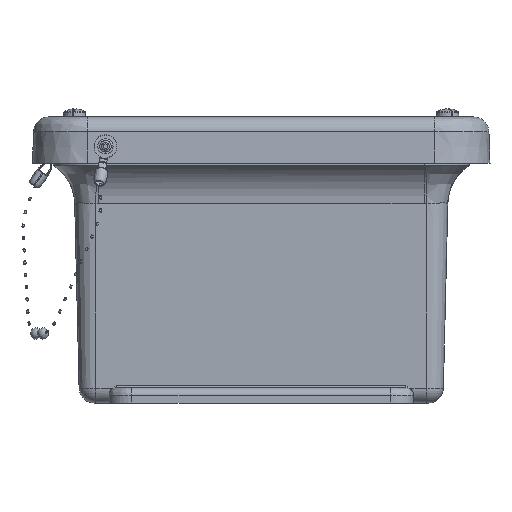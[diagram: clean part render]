
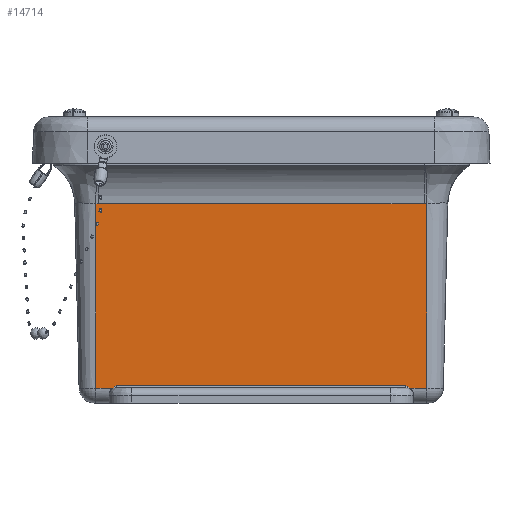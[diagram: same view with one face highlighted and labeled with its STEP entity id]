
A CAD part, front view. The second image highlights one B-rep face of the part: STEP entity #14714.
In plain terms, the highlighted planar face has unit normal (0, -1, -0.024).
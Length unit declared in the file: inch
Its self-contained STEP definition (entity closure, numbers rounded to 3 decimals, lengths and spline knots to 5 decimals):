
#688 = DIRECTION ( 'NONE',  ( -1., 0., 0. ) ) ;
#786 = EDGE_CURVE ( 'NONE', #31318, #4402, #26847, .T. ) ;
#1076 = VERTEX_POINT ( 'NONE', #29721 ) ;
#1332 = CARTESIAN_POINT ( 'NONE',  ( 2.7041, -4.06427, -1.22722 ) ) ;
#1377 = VECTOR ( 'NONE', #16817, 39.37008 ) ;
#1718 = VECTOR ( 'NONE', #28858, 39.37008 ) ;
#1723 = ORIENTED_EDGE ( 'NONE', *, *, #31634, .F. ) ;
#2809 = CARTESIAN_POINT ( 'NONE',  ( -2.43951, -3.99192, -4.25597 ) ) ;
#3335 = CARTESIAN_POINT ( 'NONE',  ( -2.418, -3.99228, -4.24111 ) ) ;
#3612 = DIRECTION ( 'NONE',  ( -1., 0., 0. ) ) ;
#3646 = CARTESIAN_POINT ( 'NONE',  ( -2.71875, -3.99283, -4.218 ) ) ;
#3700 = VERTEX_POINT ( 'NONE', #37294 ) ;
#3813 = CARTESIAN_POINT ( 'NONE',  ( 2.40604, -3.99244, -4.23414 ) ) ;
#4402 = VERTEX_POINT ( 'NONE', #27372 ) ;
#4857 = CARTESIAN_POINT ( 'NONE',  ( 2.43951, -3.99192, -4.25597 ) ) ;
#6329 = CARTESIAN_POINT ( 'NONE',  ( -2.40034, -3.99252, -4.23091 ) ) ;
#6390 = CARTESIAN_POINT ( 'NONE',  ( 2.38221, -3.99274, -4.22161 ) ) ;
#6665 = EDGE_CURVE ( 'NONE', #19274, #36708, #17059, .T. ) ;
#9059 = CARTESIAN_POINT ( 'NONE',  ( -2.41294, -3.99235, -4.23809 ) ) ;
#9195 = CARTESIAN_POINT ( 'NONE',  ( -2.40903, -3.9924, -4.23583 ) ) ;
#9401 = CARTESIAN_POINT ( 'NONE',  ( 2.43951, -3.99192, -4.25597 ) ) ;
#10002 = LINE ( 'NONE', #28717, #1718 ) ;
#10106 = ORIENTED_EDGE ( 'NONE', *, *, #11178, .F. ) ;
#10162 = CARTESIAN_POINT ( 'NONE',  ( -1.35938, -3.99192, -4.25597 ) ) ;
#10455 = CARTESIAN_POINT ( 'NONE',  ( 2.67477, -4.06427, -1.2274 ) ) ;
#10480 = CARTESIAN_POINT ( 'NONE',  ( -2.7041, -4.06427, -1.22722 ) ) ;
#10550 = ORIENTED_EDGE ( 'NONE', *, *, #33618, .F. ) ;
#11178 = EDGE_CURVE ( 'NONE', #19274, #11543, #18388, .T. ) ;
#11387 = B_SPLINE_CURVE_WITH_KNOTS ( 'NONE', 3,
 ( #15678, #10480, #35693, #13210 ),
 .UNSPECIFIED., .F., .F.,
 ( 4, 4 ),
 ( 0., 1. ),
 .UNSPECIFIED. ) ;
#11511 = CARTESIAN_POINT ( 'NONE',  ( -2.71875, -3.99192, -4.25597 ) ) ;
#11543 = VERTEX_POINT ( 'NONE', #11511 ) ;
#11747 = ORIENTED_EDGE ( 'NONE', *, *, #786, .T. ) ;
#11859 = LINE ( 'NONE', #18289, #28549 ) ;
#12034 = VECTOR ( 'NONE', #3612, 39.37008 ) ;
#12358 = CARTESIAN_POINT ( 'NONE',  ( 2.375, -3.99283, -4.218 ) ) ;
#12424 = EDGE_CURVE ( 'NONE', #32876, #1076, #11859, .T. ) ;
#12685 = CARTESIAN_POINT ( 'NONE',  ( 2.40428, -3.99247, -4.23317 ) ) ;
#13210 = CARTESIAN_POINT ( 'NONE',  ( -2.67477, -4.06427, -1.2274 ) ) ;
#13478 = CARTESIAN_POINT ( 'NONE',  ( -2.71875, -4.06427, -1.2274 ) ) ;
#13740 = VERTEX_POINT ( 'NONE', #4857 ) ;
#13860 = CARTESIAN_POINT ( 'NONE',  ( 2.68944, -4.06427, -1.2274 ) ) ;
#14714 = ADVANCED_FACE ( 'NONE', ( #40231 ), #31698, .T. ) ;
#15678 = CARTESIAN_POINT ( 'NONE',  ( -2.71875, -4.06428, -1.22687 ) ) ;
#15816 = DIRECTION ( 'NONE',  ( 0., -0.024, 1. ) ) ;
#16223 = DIRECTION ( 'NONE',  ( 1., 0., 0. ) ) ;
#16817 = DIRECTION ( 'NONE',  ( -1., 0., 0. ) ) ;
#16822 = ORIENTED_EDGE ( 'NONE', *, *, #37375, .T. ) ;
#17059 = B_SPLINE_CURVE_WITH_KNOTS ( 'NONE', 3,
 ( #2809, #27841, #37802, #3335, #9059, #18925, #9195, #31523, #30983, #34138, #6329, #37278, #18781 ),
 .UNSPECIFIED., .F., .F.,
 ( 4, 1, 1, 1, 1, 1, 2, 2, 4 ),
 ( 0., 0.25, 0.375, 0.4375, 0.46875, 0.48437, 0.49219, 0.5, 1. ),
 .UNSPECIFIED. ) ;
#17934 = CARTESIAN_POINT ( 'NONE',  ( -2.43951, -3.99192, -4.25597 ) ) ;
#18289 = CARTESIAN_POINT ( 'NONE',  ( 2.71875, -4.09351, -0.00299 ) ) ;
#18388 = LINE ( 'NONE', #10162, #12034 ) ;
#18781 = CARTESIAN_POINT ( 'NONE',  ( -2.375, -3.99283, -4.218 ) ) ;
#18850 = CARTESIAN_POINT ( 'NONE',  ( 2.41985, -3.99226, -4.24194 ) ) ;
#18925 = CARTESIAN_POINT ( 'NONE',  ( -2.41034, -3.99238, -4.23658 ) ) ;
#19137 = CARTESIAN_POINT ( 'NONE',  ( 2.71875, -3.99192, -4.25597 ) ) ;
#19274 = VERTEX_POINT ( 'NONE', #17934 ) ;
#19832 = LINE ( 'NONE', #3646, #25207 ) ;
#20568 = ORIENTED_EDGE ( 'NONE', *, *, #23638, .T. ) ;
#20579 = B_SPLINE_CURVE_WITH_KNOTS ( 'NONE', 3,
 ( #10455, #13860, #1332, #35663 ),
 .UNSPECIFIED., .F., .F.,
 ( 4, 4 ),
 ( 0., 1. ),
 .UNSPECIFIED. ) ;
#21909 = EDGE_LOOP ( 'NONE', ( #25387, #16822, #10550, #31168, #1723, #11747, #33174, #20568, #10106, #30298 ) ) ;
#22301 = CARTESIAN_POINT ( 'NONE',  ( 2.40747, -3.99242, -4.23494 ) ) ;
#22577 = CARTESIAN_POINT ( 'NONE',  ( 2.40047, -3.99251, -4.23109 ) ) ;
#23638 = EDGE_CURVE ( 'NONE', #3700, #11543, #10002, .T. ) ;
#24876 = VECTOR ( 'NONE', #688, 39.37008 ) ;
#25207 = VECTOR ( 'NONE', #16223, 39.37008 ) ;
#25387 = ORIENTED_EDGE ( 'NONE', *, *, #29821, .T. ) ;
#25569 = CARTESIAN_POINT ( 'NONE',  ( 2.40724, -3.99243, -4.23481 ) ) ;
#26310 = LINE ( 'NONE', #39250, #1377 ) ;
#26330 = AXIS2_PLACEMENT_3D ( 'NONE', #38245, #34580, #15816 ) ;
#26847 = LINE ( 'NONE', #13478, #24876 ) ;
#27350 = DIRECTION ( 'NONE',  ( 0., -0.024, 1. ) ) ;
#27372 = CARTESIAN_POINT ( 'NONE',  ( -2.67477, -4.06427, -1.2274 ) ) ;
#27841 = CARTESIAN_POINT ( 'NONE',  ( -2.43499, -3.992, -4.25244 ) ) ;
#27960 = CARTESIAN_POINT ( 'NONE',  ( -2.375, -3.99283, -4.218 ) ) ;
#28197 = CARTESIAN_POINT ( 'NONE',  ( 2.43045, -3.99209, -4.24891 ) ) ;
#28319 = CARTESIAN_POINT ( 'NONE',  ( 2.39171, -3.99263, -4.22645 ) ) ;
#28549 = VECTOR ( 'NONE', #27350, 39.37008 ) ;
#28717 = CARTESIAN_POINT ( 'NONE',  ( -2.71875, -4.09351, -0.00299 ) ) ;
#28858 = DIRECTION ( 'NONE',  ( 0., 0.024, -1. ) ) ;
#29721 = CARTESIAN_POINT ( 'NONE',  ( 2.71875, -4.06428, -1.22687 ) ) ;
#29821 = EDGE_CURVE ( 'NONE', #36708, #39705, #19832, .T. ) ;
#30298 = ORIENTED_EDGE ( 'NONE', *, *, #6665, .T. ) ;
#30983 = CARTESIAN_POINT ( 'NONE',  ( -2.40808, -3.99241, -4.23529 ) ) ;
#31168 = ORIENTED_EDGE ( 'NONE', *, *, #12424, .T. ) ;
#31318 = VERTEX_POINT ( 'NONE', #39629 ) ;
#31523 = CARTESIAN_POINT ( 'NONE',  ( -2.40846, -3.99241, -4.2355 ) ) ;
#31634 = EDGE_CURVE ( 'NONE', #31318, #1076, #20579, .T. ) ;
#31698 = PLANE ( 'NONE',  #26330 ) ;
#32876 = VERTEX_POINT ( 'NONE', #19137 ) ;
#33174 = ORIENTED_EDGE ( 'NONE', *, *, #34034, .F. ) ;
#33618 = EDGE_CURVE ( 'NONE', #32876, #13740, #26310, .T. ) ;
#34034 = EDGE_CURVE ( 'NONE', #3700, #4402, #11387, .T. ) ;
#34138 = CARTESIAN_POINT ( 'NONE',  ( -2.40782, -3.99242, -4.23514 ) ) ;
#34480 = CARTESIAN_POINT ( 'NONE',  ( 2.40688, -3.99243, -4.23461 ) ) ;
#34580 = DIRECTION ( 'NONE',  ( 0., -1., -0.024 ) ) ;
#35663 = CARTESIAN_POINT ( 'NONE',  ( 2.71875, -4.06428, -1.22687 ) ) ;
#35693 = CARTESIAN_POINT ( 'NONE',  ( -2.68944, -4.06427, -1.2274 ) ) ;
#36708 = VERTEX_POINT ( 'NONE', #27960 ) ;
#37278 = CARTESIAN_POINT ( 'NONE',  ( -2.38944, -3.99266, -4.22522 ) ) ;
#37294 = CARTESIAN_POINT ( 'NONE',  ( -2.71875, -4.06428, -1.22687 ) ) ;
#37375 = EDGE_CURVE ( 'NONE', #39705, #13740, #37918, .T. ) ;
#37594 = CARTESIAN_POINT ( 'NONE',  ( 2.40751, -3.99242, -4.23497 ) ) ;
#37802 = CARTESIAN_POINT ( 'NONE',  ( -2.42762, -3.99213, -4.24718 ) ) ;
#37918 = B_SPLINE_CURVE_WITH_KNOTS ( 'NONE', 3,
 ( #38129, #6390, #28319, #22577, #12685, #3813, #34480, #25569, #22301, #37594, #18850, #28197, #9401 ),
 .UNSPECIFIED., .F., .F.,
 ( 4, 1, 1, 1, 1, 1, 2, 2, 4 ),
 ( 0., 0.25, 0.375, 0.4375, 0.46875, 0.48437, 0.49219, 0.5, 1. ),
 .UNSPECIFIED. ) ;
#38129 = CARTESIAN_POINT ( 'NONE',  ( 2.375, -3.99283, -4.218 ) ) ;
#38245 = CARTESIAN_POINT ( 'NONE',  ( -2.71875, -4.09351, -0.00299 ) ) ;
#39250 = CARTESIAN_POINT ( 'NONE',  ( -1.35938, -3.99192, -4.25597 ) ) ;
#39629 = CARTESIAN_POINT ( 'NONE',  ( 2.67477, -4.06427, -1.2274 ) ) ;
#39705 = VERTEX_POINT ( 'NONE', #12358 ) ;
#40231 = FACE_OUTER_BOUND ( 'NONE', #21909, .T. ) ;
